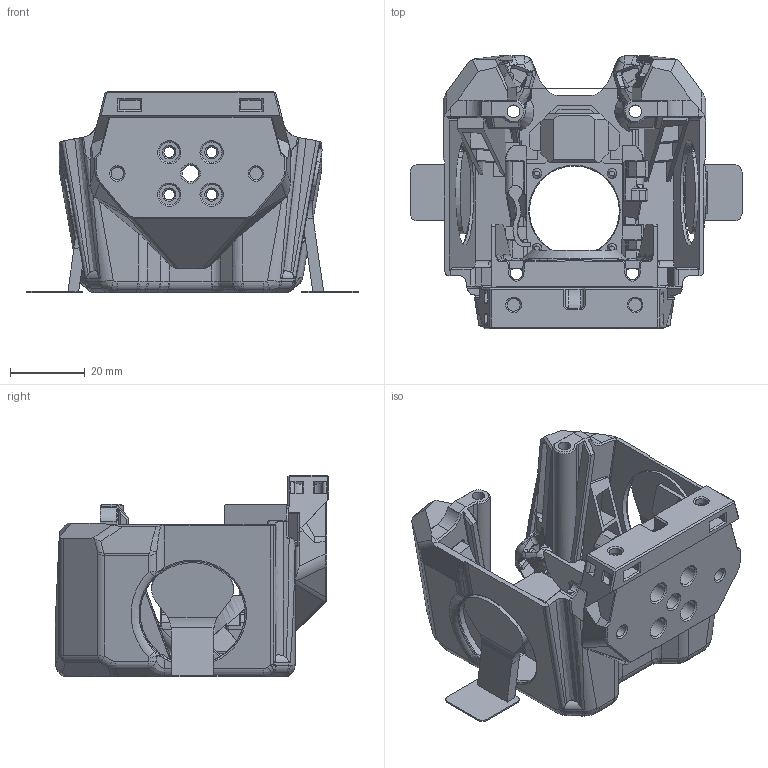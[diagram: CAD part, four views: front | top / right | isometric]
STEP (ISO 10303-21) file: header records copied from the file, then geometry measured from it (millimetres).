
FILE_DESCRIPTION(/* description */ ('STEP AP242','CAx-IF Rec.Pracs.---Representation and Presentation of Product Manufacturing Information (PMI)---4.0---2014-10-13','CAx-IF Rec.Pracs.---3D Tessellated Geometry---0.4---2014-09-14','2;1'),/* implementation_level */ '2;1');
FILE_NAME(/* name */ 'Hex A4T Cowling - Dragon_Rapido - G2-Orbiter spacing [xol-carriage]',/* time_stamp */ '2025-01-12T06:39:38Z',/* author */ (''),/* organization */ (''),/* preprocessor_version */ 'ST-DEVELOPER v20',/* originating_system */ 'ONSHAPE BY PTC INC, 1.192',/* authorisation */ ' ');
FILE_SCHEMA (('AP242_MANAGED_MODEL_BASED_3D_ENGINEERING_MIM_LF { 1 0 10303 442 1 1 4 }'));
Products named in the file (14): Support_Duct_Right; solid hexagons; Support_Duct_Left; Support_Fan-slot; outline hexagons; Support_LED-slots; A4T Cowling - Dragon_Rapido
Bounding box: 88.58 x 73.04 x 53.8 mm (x, y, z)
Volume: 61423.2 mm3; surface area: 41295.8 mm2
Topology: 14 solids, 21 shells, 1913 faces, 5157 edges, 3257 vertices
Faces by surface type: plane 1095, cylinder 351, bspline 322, cone 94, torus 32, sphere 19
Full cylindrical faces by diameter (mm): 1.805 x2, 2.719 x2, 2.8 x4, 3.263 x2, 3.3 x4, 3.4 x8, 4.4 x1, 5 x1, 5.4 x4, 5.9 x2, 24 x1, 28 x2
Entity records: 66278 total; most frequent: CARTESIAN_POINT 20664, ORIENTED_EDGE 10040, DIRECTION 8531, EDGE_CURVE 5020, VERTEX_POINT 3220, LINE 2979, VECTOR 2979, AXIS2_PLACEMENT_3D 2776
